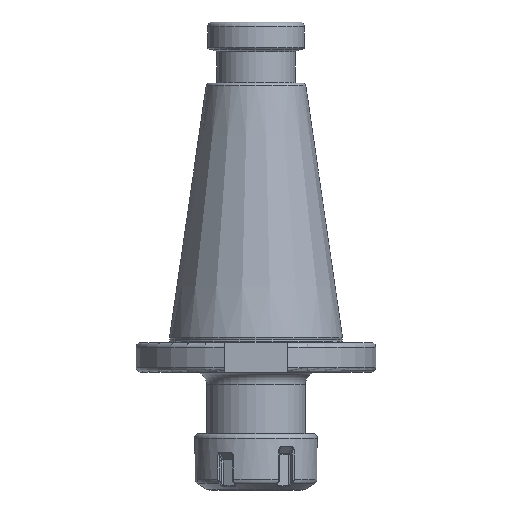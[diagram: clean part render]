
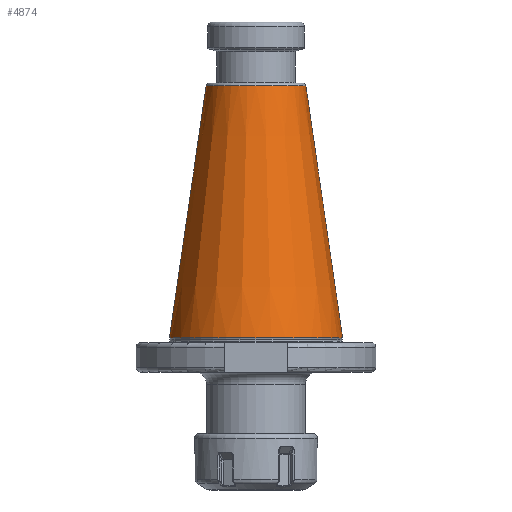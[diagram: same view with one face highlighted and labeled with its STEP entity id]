
A CAD part, left-side view. The second image highlights one B-rep face of the part: STEP entity #4874.
In plain terms, the highlighted conical face has half-angle 8.297 degrees and reference radius 27.65 mm.
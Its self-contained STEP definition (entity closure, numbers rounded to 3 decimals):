
#338=CARTESIAN_POINT('',(0,0,116.173));
#339=DIRECTION('',(0,0,1));
#340=DIRECTION('',(0,1,0));
#341=AXIS2_PLACEMENT_3D('',#338,#339,#340);
#343=DIRECTION('',(0,-0.144,0.99));
#344=VECTOR('',#343,103.254);
#345=CARTESIAN_POINT('',(0,35.1,14));
#346=LINE('',#345,#344);
#347=DIRECTION('',(0,0.144,0.99));
#348=VECTOR('',#347,103.254);
#349=CARTESIAN_POINT('',(0,-35.1,14));
#350=LINE('',#349,#348);
#351=CARTESIAN_POINT('',(0,0,14));
#352=DIRECTION('',(0,0,1));
#353=DIRECTION('',(0,1,0));
#354=AXIS2_PLACEMENT_3D('',#351,#352,#353);
#3768=CARTESIAN_POINT('',(0,35.1,14));
#3769=VERTEX_POINT('',#3768);
#3770=CARTESIAN_POINT('',(0,20.2,116.173));
#3771=VERTEX_POINT('',#3770);
#3808=CARTESIAN_POINT('',(0,-35.1,14));
#3809=VERTEX_POINT('',#3808);
#3810=CARTESIAN_POINT('',(0,-20.2,116.173));
#3811=VERTEX_POINT('',#3810);
#4860=CARTESIAN_POINT('',(0,0,65.087));
#4861=DIRECTION('',(0,0,-1));
#4862=DIRECTION('',(0,-1,0));
#4863=AXIS2_PLACEMENT_3D('',#4860,#4861,#4862);
#4864=CONICAL_SURFACE('',#4863,27.65,8.297);
#4866=ORIENTED_EDGE('',*,*,#4865,.T.);
#4867=ORIENTED_EDGE('',*,*,#4855,.T.);
#4869=ORIENTED_EDGE('',*,*,#4868,.F.);
#4871=ORIENTED_EDGE('',*,*,#4870,.F.);
#4872=EDGE_LOOP('',(#4866,#4867,#4869,#4871));
#4873=FACE_OUTER_BOUND('',#4872,.F.);
#4874=ADVANCED_FACE('',(#4873),#4864,.T.);
#342=CIRCLE('',#341,20.2);
#355=CIRCLE('',#354,35.1);
#4855=EDGE_CURVE('',#3771,#3811,#342,.T.);
#4865=EDGE_CURVE('',#3769,#3771,#346,.T.);
#4868=EDGE_CURVE('',#3809,#3811,#350,.T.);
#4870=EDGE_CURVE('',#3769,#3809,#355,.T.);
